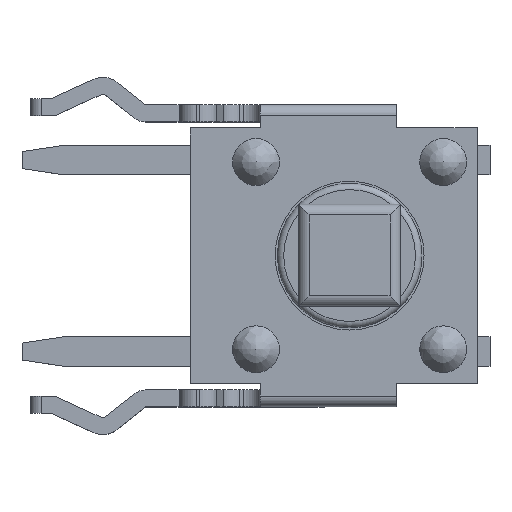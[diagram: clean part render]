
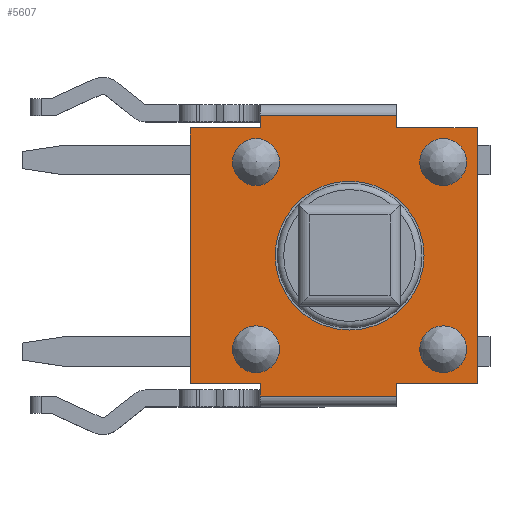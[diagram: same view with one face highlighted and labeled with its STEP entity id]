
A CAD part, top view. The second image highlights one B-rep face of the part: STEP entity #5607.
In plain terms, the highlighted planar face has unit normal (0, 0, 1).
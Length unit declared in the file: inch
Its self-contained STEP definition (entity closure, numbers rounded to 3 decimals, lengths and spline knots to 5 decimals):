
#481=LINE('',#8758,#1058);
#507=LINE('',#8830,#1084);
#513=LINE('',#8843,#1090);
#514=LINE('',#8848,#1091);
#515=LINE('',#8852,#1092);
#596=LINE('',#9068,#1173);
#597=LINE('',#9070,#1174);
#598=LINE('',#9071,#1175);
#599=LINE('',#9073,#1176);
#600=LINE('',#9075,#1177);
#601=LINE('',#9077,#1178);
#602=LINE('',#9078,#1179);
#1058=VECTOR('',#7017,0.3937);
#1084=VECTOR('',#7079,0.3937);
#1090=VECTOR('',#7089,0.3937);
#1091=VECTOR('',#7094,0.3937);
#1092=VECTOR('',#7099,0.3937);
#1173=VECTOR('',#7310,0.3937);
#1174=VECTOR('',#7311,0.3937);
#1175=VECTOR('',#7312,0.3937);
#1176=VECTOR('',#7313,0.3937);
#1177=VECTOR('',#7314,0.3937);
#1178=VECTOR('',#7315,0.3937);
#1179=VECTOR('',#7316,0.3937);
#1332=FACE_BOUND('',#1862,.T.);
#1333=FACE_BOUND('',#1863,.T.);
#1334=FACE_BOUND('',#1864,.T.);
#1335=FACE_BOUND('',#1865,.T.);
#1336=FACE_BOUND('',#1866,.T.);
#1546=FACE_OUTER_BOUND('',#1861,.T.);
#1861=EDGE_LOOP('',(#4499,#4500,#4501,#4502,#4503,#4504,#4505,#4506,#4507,
#4508,#4509,#4510));
#1862=EDGE_LOOP('',(#4511));
#1863=EDGE_LOOP('',(#4512));
#1864=EDGE_LOOP('',(#4513));
#1865=EDGE_LOOP('',(#4514));
#1866=EDGE_LOOP('',(#4515));
#2079=CIRCLE('',#6056,0.0689);
#2080=CIRCLE('',#6057,0.01476);
#2081=CIRCLE('',#6058,0.01476);
#2082=CIRCLE('',#6059,0.01476);
#2083=CIRCLE('',#6060,0.01476);
#2424=VERTEX_POINT('',#8755);
#2425=VERTEX_POINT('',#8757);
#2453=VERTEX_POINT('',#8828);
#2458=VERTEX_POINT('',#8841);
#2459=VERTEX_POINT('',#8845);
#2460=VERTEX_POINT('',#8847);
#2461=VERTEX_POINT('',#8851);
#2527=VERTEX_POINT('',#9067);
#2528=VERTEX_POINT('',#9069);
#2529=VERTEX_POINT('',#9072);
#2530=VERTEX_POINT('',#9074);
#2531=VERTEX_POINT('',#9076);
#2532=VERTEX_POINT('',#9079);
#2533=VERTEX_POINT('',#9081);
#2534=VERTEX_POINT('',#9083);
#2535=VERTEX_POINT('',#9085);
#2536=VERTEX_POINT('',#9087);
#3060=EDGE_CURVE('',#2424,#2425,#481,.T.);
#3097=EDGE_CURVE('',#2453,#2424,#507,.T.);
#3104=EDGE_CURVE('',#2458,#2453,#513,.T.);
#3106=EDGE_CURVE('',#2459,#2460,#514,.T.);
#3108=EDGE_CURVE('',#2460,#2461,#515,.T.);
#3215=EDGE_CURVE('',#2527,#2458,#596,.T.);
#3216=EDGE_CURVE('',#2528,#2527,#597,.T.);
#3217=EDGE_CURVE('',#2461,#2528,#598,.T.);
#3218=EDGE_CURVE('',#2459,#2529,#599,.T.);
#3219=EDGE_CURVE('',#2530,#2529,#600,.T.);
#3220=EDGE_CURVE('',#2531,#2530,#601,.T.);
#3221=EDGE_CURVE('',#2425,#2531,#602,.T.);
#3222=EDGE_CURVE('',#2532,#2532,#2079,.T.);
#3223=EDGE_CURVE('',#2533,#2533,#2080,.T.);
#3224=EDGE_CURVE('',#2534,#2534,#2081,.T.);
#3225=EDGE_CURVE('',#2535,#2535,#2082,.T.);
#3226=EDGE_CURVE('',#2536,#2536,#2083,.T.);
#4499=ORIENTED_EDGE('',*,*,#3097,.F.);
#4500=ORIENTED_EDGE('',*,*,#3104,.F.);
#4501=ORIENTED_EDGE('',*,*,#3215,.F.);
#4502=ORIENTED_EDGE('',*,*,#3216,.F.);
#4503=ORIENTED_EDGE('',*,*,#3217,.F.);
#4504=ORIENTED_EDGE('',*,*,#3108,.F.);
#4505=ORIENTED_EDGE('',*,*,#3106,.F.);
#4506=ORIENTED_EDGE('',*,*,#3218,.T.);
#4507=ORIENTED_EDGE('',*,*,#3219,.F.);
#4508=ORIENTED_EDGE('',*,*,#3220,.F.);
#4509=ORIENTED_EDGE('',*,*,#3221,.F.);
#4510=ORIENTED_EDGE('',*,*,#3060,.F.);
#4511=ORIENTED_EDGE('',*,*,#3222,.T.);
#4512=ORIENTED_EDGE('',*,*,#3223,.T.);
#4513=ORIENTED_EDGE('',*,*,#3224,.T.);
#4514=ORIENTED_EDGE('',*,*,#3225,.T.);
#4515=ORIENTED_EDGE('',*,*,#3226,.T.);
#5054=PLANE('',#6055);
#5607=ADVANCED_FACE('',(#1546,#1332,#1333,#1334,#1335,#1336),#5054,.T.);
#6055=AXIS2_PLACEMENT_3D('',#9066,#7308,#7309);
#6056=AXIS2_PLACEMENT_3D('',#9080,#7317,#7318);
#6057=AXIS2_PLACEMENT_3D('',#9082,#7319,#7320);
#6058=AXIS2_PLACEMENT_3D('',#9084,#7321,#7322);
#6059=AXIS2_PLACEMENT_3D('',#9086,#7323,#7324);
#6060=AXIS2_PLACEMENT_3D('',#9088,#7325,#7326);
#7017=DIRECTION('',(0.,1.,0.));
#7079=DIRECTION('',(-1.,0.,0.));
#7089=DIRECTION('',(0.,-1.,0.));
#7094=DIRECTION('',(1.,0.,0.));
#7099=DIRECTION('',(0.,-1.,0.));
#7308=DIRECTION('center_axis',(0.,0.,
1.));
#7309=DIRECTION('ref_axis',(1.,0.,0.));
#7310=DIRECTION('',(-1.,0.,0.));
#7311=DIRECTION('',(0.,-1.,0.));
#7312=DIRECTION('',(1.,0.,0.));
#7313=DIRECTION('',(0.,-1.,0.));
#7314=DIRECTION('',(1.,0.,0.));
#7315=DIRECTION('',(0.,1.,0.));
#7316=DIRECTION('',(-1.,0.,0.));
#7317=DIRECTION('center_axis',(0.,0.,
-1.));
#7318=DIRECTION('ref_axis',(-1.,0.,0.));
#7319=DIRECTION('center_axis',(0.,0.,
-1.));
#7320=DIRECTION('ref_axis',(-1.,0.,0.));
#7321=DIRECTION('center_axis',(0.,0.,
-1.));
#7322=DIRECTION('ref_axis',(-1.,0.,0.));
#7323=DIRECTION('center_axis',(0.,0.,
-1.));
#7324=DIRECTION('ref_axis',(-1.,0.,0.));
#7325=DIRECTION('center_axis',(0.,0.,
-1.));
#7326=DIRECTION('ref_axis',(-1.,0.,0.));
#8755=CARTESIAN_POINT('',(-0.08268,-0.12992,0.12953));
#8757=CARTESIAN_POINT('',(-0.08268,-0.11811,0.12953));
#8758=CARTESIAN_POINT('',(-0.08268,-0.13976,0.12953));
#8828=CARTESIAN_POINT('',(0.04331,-0.12992,0.12953));
#8830=CARTESIAN_POINT('',(0.01408,-0.12992,0.12953));
#8841=CARTESIAN_POINT('',(0.04331,-0.11811,0.12953));
#8843=CARTESIAN_POINT('',(0.04331,-0.11811,0.12953));
#8845=CARTESIAN_POINT('',(-0.08268,0.12992,0.12953));
#8847=CARTESIAN_POINT('',(0.04331,0.12992,0.12953));
#8848=CARTESIAN_POINT('',(-0.04892,0.12992,0.12953));
#8851=CARTESIAN_POINT('',(0.04331,0.11811,0.12953));
#8852=CARTESIAN_POINT('',(0.04331,0.13976,0.12953));
#9066=CARTESIAN_POINT('Origin',(-0.01515,0.,
0.12953));
#9067=CARTESIAN_POINT('',(0.11811,-0.11811,0.12953));
#9068=CARTESIAN_POINT('',(0.11811,-0.11811,0.12953));
#9069=CARTESIAN_POINT('',(0.11811,0.11811,0.12953));
#9070=CARTESIAN_POINT('',(0.11811,0.11811,0.12953));
#9071=CARTESIAN_POINT('',(0.04331,0.11811,0.12953));
#9072=CARTESIAN_POINT('',(-0.08268,0.11811,0.12953));
#9073=CARTESIAN_POINT('',(-0.08268,0.13976,0.12953));
#9074=CARTESIAN_POINT('',(-0.14764,0.11811,0.12953));
#9075=CARTESIAN_POINT('',(-0.14764,0.11811,0.12953));
#9076=CARTESIAN_POINT('',(-0.14764,-0.11811,0.12953));
#9077=CARTESIAN_POINT('',(-0.14764,-0.11811,0.12953));
#9078=CARTESIAN_POINT('',(-0.08268,-0.11811,0.12953));
#9079=CARTESIAN_POINT('',(0.0689,0.,0.12953));
#9080=CARTESIAN_POINT('Origin',(0.,0.,
0.12953));
#9081=CARTESIAN_POINT('',(-0.07185,0.08661,0.12953));
#9082=CARTESIAN_POINT('Origin',(-0.08661,0.08661,
0.12953));
#9083=CARTESIAN_POINT('',(-0.07185,-0.08661,0.12953));
#9084=CARTESIAN_POINT('Origin',(-0.08661,-0.08661,
0.12953));
#9085=CARTESIAN_POINT('',(0.10138,0.08661,0.12953));
#9086=CARTESIAN_POINT('Origin',(0.08661,0.08661,0.12953));
#9087=CARTESIAN_POINT('',(0.10138,-0.08661,0.12953));
#9088=CARTESIAN_POINT('Origin',(0.08661,-0.08661,
0.12953));
